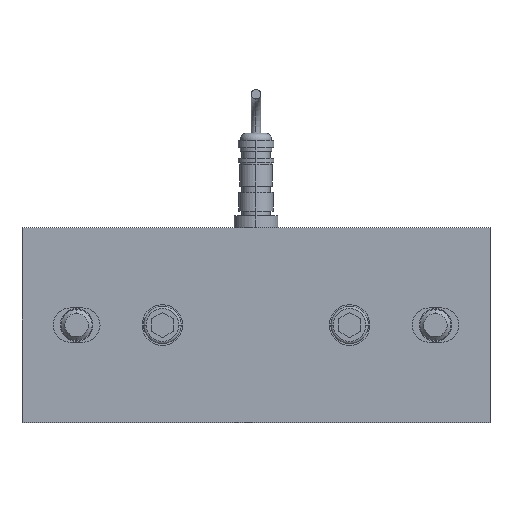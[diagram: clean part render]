
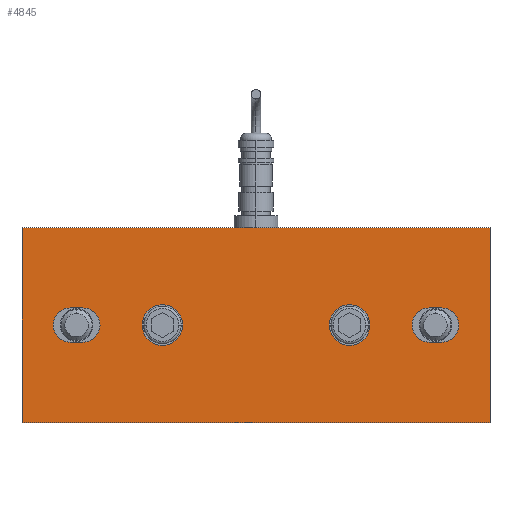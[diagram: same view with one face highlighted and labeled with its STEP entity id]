
A CAD part, front view. The second image highlights one B-rep face of the part: STEP entity #4845.
In plain terms, the highlighted face is planar.
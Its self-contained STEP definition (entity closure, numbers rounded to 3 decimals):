
#4049=CARTESIAN_POINT('',(88.714,-59.087,29.5));
#4050=VERTEX_POINT('',#4049);
#4059=CARTESIAN_POINT('',(62.714,-59.087,29.5));
#4060=VERTEX_POINT('',#4059);
#4061=CARTESIAN_POINT('',(75.714,-59.087,29.5));
#4062=DIRECTION('',(0.0,0.0,-1.0));
#4063=DIRECTION('',(1.0,0.0,0.0));
#4064=AXIS2_PLACEMENT_3D('',#4061,#4062,#4063);
#4065=CIRCLE('',#4064,13.0);
#4066=EDGE_CURVE('',#4060,#4050,#4065,.T.);
#4133=CARTESIAN_POINT('',(208.714,-59.087,29.5));
#4134=VERTEX_POINT('',#4133);
#4143=CARTESIAN_POINT('',(182.714,-59.087,29.5));
#4144=VERTEX_POINT('',#4143);
#4145=CARTESIAN_POINT('',(195.714,-59.087,29.5));
#4146=DIRECTION('',(0.0,0.0,-1.0));
#4147=DIRECTION('',(1.0,0.0,0.0));
#4148=AXIS2_PLACEMENT_3D('',#4145,#4146,#4147);
#4149=CIRCLE('',#4148,13.0);
#4150=EDGE_CURVE('',#4144,#4134,#4149,.T.);
#4175=CARTESIAN_POINT('',(24.714,-70.087,29.5));
#4176=VERTEX_POINT('',#4175);
#4177=CARTESIAN_POINT('',(16.714,-70.087,29.5));
#4178=VERTEX_POINT('',#4177);
#4179=CARTESIAN_POINT('',(24.714,-70.087,29.5));
#4180=DIRECTION('',(-1.0,0.0,0.0));
#4181=VECTOR('',#4180,8.0);
#4182=LINE('',#4179,#4181);
#4183=EDGE_CURVE('',#4176,#4178,#4182,.T.);
#4215=CARTESIAN_POINT('',(16.714,-48.087,29.5));
#4216=VERTEX_POINT('',#4215);
#4217=CARTESIAN_POINT('',(16.714,-59.087,29.5));
#4218=DIRECTION('',(0.0,0.0,-1.0));
#4219=DIRECTION('',(1.0,0.0,0.0));
#4220=AXIS2_PLACEMENT_3D('',#4217,#4218,#4219);
#4221=CIRCLE('',#4220,11.0);
#4222=EDGE_CURVE('',#4178,#4216,#4221,.T.);
#4248=CARTESIAN_POINT('',(24.714,-48.087,29.5));
#4249=VERTEX_POINT('',#4248);
#4250=CARTESIAN_POINT('',(16.714,-48.087,29.5));
#4251=DIRECTION('',(1.0,0.0,0.0));
#4252=VECTOR('',#4251,8.0);
#4253=LINE('',#4250,#4252);
#4254=EDGE_CURVE('',#4216,#4249,#4253,.T.);
#4279=CARTESIAN_POINT('',(24.714,-59.087,29.5));
#4280=DIRECTION('',(0.0,0.0,-1.0));
#4281=DIRECTION('',(1.0,0.0,0.0));
#4282=AXIS2_PLACEMENT_3D('',#4279,#4280,#4281);
#4283=CIRCLE('',#4282,11.0);
#4284=EDGE_CURVE('',#4249,#4176,#4283,.T.);
#4303=CARTESIAN_POINT('',(254.714,-70.087,29.5));
#4304=VERTEX_POINT('',#4303);
#4305=CARTESIAN_POINT('',(246.714,-70.087,29.5));
#4306=VERTEX_POINT('',#4305);
#4307=CARTESIAN_POINT('',(254.714,-70.087,29.5));
#4308=DIRECTION('',(-1.0,0.0,0.0));
#4309=VECTOR('',#4308,8.0);
#4310=LINE('',#4307,#4309);
#4311=EDGE_CURVE('',#4304,#4306,#4310,.T.);
#4343=CARTESIAN_POINT('',(246.714,-48.087,29.5));
#4344=VERTEX_POINT('',#4343);
#4345=CARTESIAN_POINT('',(246.714,-59.087,29.5));
#4346=DIRECTION('',(0.0,0.0,-1.0));
#4347=DIRECTION('',(1.0,0.0,0.0));
#4348=AXIS2_PLACEMENT_3D('',#4345,#4346,#4347);
#4349=CIRCLE('',#4348,11.0);
#4350=EDGE_CURVE('',#4306,#4344,#4349,.T.);
#4376=CARTESIAN_POINT('',(254.714,-48.087,29.5));
#4377=VERTEX_POINT('',#4376);
#4378=CARTESIAN_POINT('',(246.714,-48.087,29.5));
#4379=DIRECTION('',(1.0,0.0,0.0));
#4380=VECTOR('',#4379,8.0);
#4381=LINE('',#4378,#4380);
#4382=EDGE_CURVE('',#4344,#4377,#4381,.T.);
#4407=CARTESIAN_POINT('',(254.714,-59.087,29.5));
#4408=DIRECTION('',(0.0,0.0,-1.0));
#4409=DIRECTION('',(1.0,0.0,0.0));
#4410=AXIS2_PLACEMENT_3D('',#4407,#4408,#4409);
#4411=CIRCLE('',#4410,11.0);
#4412=EDGE_CURVE('',#4377,#4304,#4411,.T.);
#4460=CARTESIAN_POINT('',(195.714,-59.087,29.5));
#4461=DIRECTION('',(0.0,0.0,-1.0));
#4462=DIRECTION('',(1.0,0.0,0.0));
#4463=AXIS2_PLACEMENT_3D('',#4460,#4461,#4462);
#4464=CIRCLE('',#4463,13.0);
#4465=EDGE_CURVE('',#4134,#4144,#4464,.T.);
#4522=CARTESIAN_POINT('',(75.714,-59.087,29.5));
#4523=DIRECTION('',(0.0,0.0,-1.0));
#4524=DIRECTION('',(1.0,0.0,0.0));
#4525=AXIS2_PLACEMENT_3D('',#4522,#4523,#4524);
#4526=CIRCLE('',#4525,13.0);
#4527=EDGE_CURVE('',#4050,#4060,#4526,.T.);
#4695=CARTESIAN_POINT('',(-14.286,3.413,29.5));
#4696=VERTEX_POINT('',#4695);
#4697=CARTESIAN_POINT('',(285.714,3.413,29.5));
#4698=VERTEX_POINT('',#4697);
#4699=CARTESIAN_POINT('',(-14.286,3.413,29.5));
#4700=DIRECTION('',(1.0,0.0,0.0));
#4701=VECTOR('',#4700,300.0);
#4702=LINE('',#4699,#4701);
#4703=EDGE_CURVE('',#4696,#4698,#4702,.T.);
#4735=CARTESIAN_POINT('',(285.714,-121.587,29.5));
#4736=VERTEX_POINT('',#4735);
#4737=CARTESIAN_POINT('',(285.714,3.413,29.5));
#4738=DIRECTION('',(0.0,-1.0,0.0));
#4739=VECTOR('',#4738,125.0);
#4740=LINE('',#4737,#4739);
#4741=EDGE_CURVE('',#4698,#4736,#4740,.T.);
#4766=CARTESIAN_POINT('',(-14.286,-121.587,29.5));
#4767=VERTEX_POINT('',#4766);
#4768=CARTESIAN_POINT('',(285.714,-121.587,29.5));
#4769=DIRECTION('',(-1.0,0.0,0.0));
#4770=VECTOR('',#4769,300.0);
#4771=LINE('',#4768,#4770);
#4772=EDGE_CURVE('',#4736,#4767,#4771,.T.);
#4797=CARTESIAN_POINT('',(-14.286,-121.587,29.5));
#4798=DIRECTION('',(0.0,1.0,0.0));
#4799=VECTOR('',#4798,125.0);
#4800=LINE('',#4797,#4799);
#4801=EDGE_CURVE('',#4767,#4696,#4800,.T.);
#4814=CARTESIAN_POINT('',(135.714,-59.087,29.5));
#4815=DIRECTION('',(0.0,0.0,1.0));
#4816=DIRECTION('',(1.0,0.0,0.0));
#4817=AXIS2_PLACEMENT_3D('',#4814,#4815,#4816);
#4818=PLANE('',#4817);
#4819=ORIENTED_EDGE('',*,*,#4703,.F.);
#4820=ORIENTED_EDGE('',*,*,#4801,.F.);
#4821=ORIENTED_EDGE('',*,*,#4772,.F.);
#4822=ORIENTED_EDGE('',*,*,#4741,.F.);
#4823=EDGE_LOOP('',(#4819,#4820,#4821,#4822));
#4824=FACE_OUTER_BOUND('',#4823,.T.);
#4825=ORIENTED_EDGE('',*,*,#4254,.T.);
#4826=ORIENTED_EDGE('',*,*,#4284,.T.);
#4827=ORIENTED_EDGE('',*,*,#4183,.T.);
#4828=ORIENTED_EDGE('',*,*,#4222,.T.);
#4829=EDGE_LOOP('',(#4825,#4826,#4827,#4828));
#4830=FACE_BOUND('',#4829,.T.);
#4831=ORIENTED_EDGE('',*,*,#4382,.T.);
#4832=ORIENTED_EDGE('',*,*,#4412,.T.);
#4833=ORIENTED_EDGE('',*,*,#4311,.T.);
#4834=ORIENTED_EDGE('',*,*,#4350,.T.);
#4835=EDGE_LOOP('',(#4831,#4832,#4833,#4834));
#4836=FACE_BOUND('',#4835,.T.);
#4837=ORIENTED_EDGE('',*,*,#4465,.T.);
#4838=ORIENTED_EDGE('',*,*,#4150,.T.);
#4839=EDGE_LOOP('',(#4837,#4838));
#4840=FACE_BOUND('',#4839,.T.);
#4841=ORIENTED_EDGE('',*,*,#4527,.T.);
#4842=ORIENTED_EDGE('',*,*,#4066,.T.);
#4843=EDGE_LOOP('',(#4841,#4842));
#4844=FACE_BOUND('',#4843,.T.);
#4845=ADVANCED_FACE('',(#4824,#4830,#4836,#4840,#4844),#4818,.T.);
